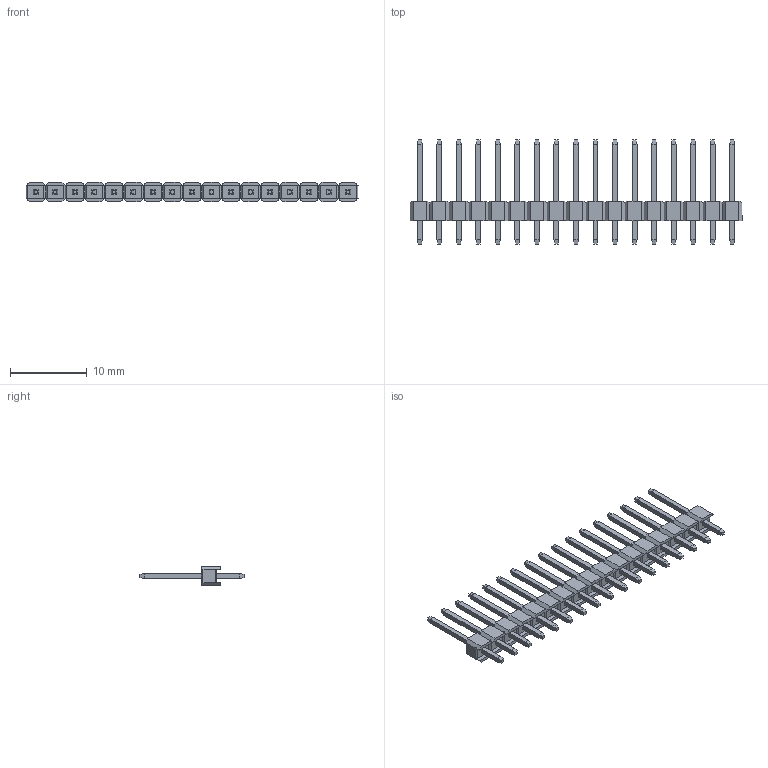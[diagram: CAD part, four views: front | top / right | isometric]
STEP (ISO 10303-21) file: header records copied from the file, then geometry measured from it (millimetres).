
FILE_DESCRIPTION (( 'STEP AP214' ), '1' );
FILE_NAME ('1x17 Male Pin Header.STEP', '2021-11-12T15:33:09', ( 'M.B.I.' ), ( '' ), 'SwSTEP 2.0', '', '' );
FILE_SCHEMA (( 'AUTOMOTIVE_DESIGN' ));
Length unit declared in the file: millimetre
Products named in the file (1): 1x17 Male Pin Header
Bounding box: 43.19 x 13.54 x 2.5 mm (x, y, z)
Volume: 296.5 mm3; surface area: 1177.5 mm2
Topology: 18 solids, 18 shells, 654 faces, 1680 edges, 1062 vertices
Faces by surface type: plane 654
Entity records: 19447 total; most frequent: CARTESIAN_POINT 3397, ORIENTED_EDGE 3360, DIRECTION 2990, VECTOR 1680, LINE 1680, EDGE_CURVE 1680, VERTEX_POINT 1062, EDGE_LOOP 688
